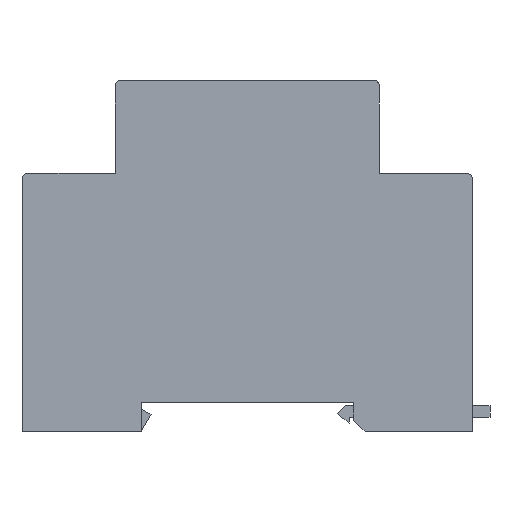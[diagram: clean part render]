
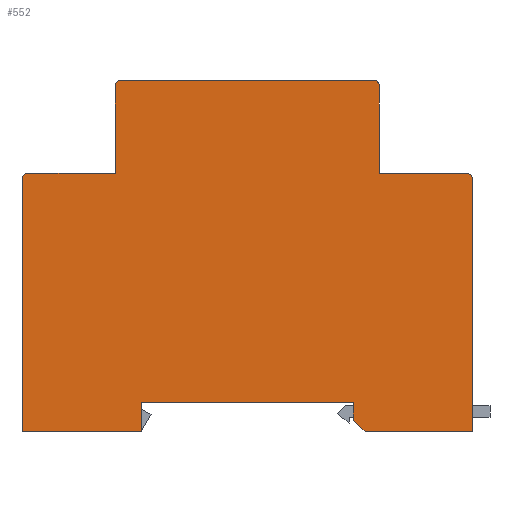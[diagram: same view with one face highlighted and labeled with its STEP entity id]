
A CAD part, left-side view. The second image highlights one B-rep face of the part: STEP entity #552.
In plain terms, the highlighted planar face has unit normal (-1, 0, 0).
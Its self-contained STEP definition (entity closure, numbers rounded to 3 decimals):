
#428=AXIS2_PLACEMENT_3D('Plane Axis2P3D',#425,#426,#427) ;
#462=AXIS2_PLACEMENT_3D('Circle Axis2P3D',#460,#461,$) ;
#483=AXIS2_PLACEMENT_3D('Circle Axis2P3D',#481,#482,$) ;
#497=AXIS2_PLACEMENT_3D('Circle Axis2P3D',#495,#496,$) ;
#518=AXIS2_PLACEMENT_3D('Circle Axis2P3D',#516,#517,$) ;
#183=CARTESIAN_POINT('Vertex',(0.,59.5,0.)) ;
#186=CARTESIAN_POINT('Line Origine',(0.,69.65,0.)) ;
#190=CARTESIAN_POINT('Vertex',(0.,79.8,0.)) ;
#226=CARTESIAN_POINT('Vertex',(0.,59.5,5.)) ;
#229=CARTESIAN_POINT('Line Origine',(0.,59.5,2.5)) ;
#425=CARTESIAN_POINT('Axis2P3D Location',(0.,79.8,0.)) ;
#430=CARTESIAN_POINT('Line Origine',(0.,23.3,3.5)) ;
#434=CARTESIAN_POINT('Vertex',(0.,23.3,5.)) ;
#436=CARTESIAN_POINT('Vertex',(0.,23.3,2.)) ;
#439=CARTESIAN_POINT('Line Origine',(0.,22.3,1.)) ;
#443=CARTESIAN_POINT('Vertex',(0.,21.3,0.)) ;
#446=CARTESIAN_POINT('Line Origine',(0.,12.15,0.)) ;
#450=CARTESIAN_POINT('Vertex',(0.,3.,0.)) ;
#453=CARTESIAN_POINT('Line Origine',(0.,3.,21.55)) ;
#457=CARTESIAN_POINT('Vertex',(0.,3.,43.1)) ;
#460=CARTESIAN_POINT('Axis2P3D Location',(0.,4.,43.1)) ;
#464=CARTESIAN_POINT('Vertex',(0.,4.,44.1)) ;
#467=CARTESIAN_POINT('Line Origine',(0.,11.45,44.1)) ;
#471=CARTESIAN_POINT('Vertex',(0.,18.9,44.1)) ;
#474=CARTESIAN_POINT('Line Origine',(0.,18.9,51.55)) ;
#478=CARTESIAN_POINT('Vertex',(0.,18.9,59.)) ;
#481=CARTESIAN_POINT('Axis2P3D Location',(0.,19.9,59.)) ;
#485=CARTESIAN_POINT('Vertex',(0.,19.9,60.)) ;
#488=CARTESIAN_POINT('Line Origine',(0.,41.4,60.)) ;
#492=CARTESIAN_POINT('Vertex',(0.,62.9,60.)) ;
#495=CARTESIAN_POINT('Axis2P3D Location',(0.,62.9,59.)) ;
#499=CARTESIAN_POINT('Vertex',(0.,63.9,59.)) ;
#502=CARTESIAN_POINT('Line Origine',(0.,63.9,51.55)) ;
#506=CARTESIAN_POINT('Vertex',(0.,63.9,44.1)) ;
#509=CARTESIAN_POINT('Line Origine',(0.,71.35,44.1)) ;
#513=CARTESIAN_POINT('Vertex',(0.,78.8,44.1)) ;
#516=CARTESIAN_POINT('Axis2P3D Location',(0.,78.8,43.1)) ;
#520=CARTESIAN_POINT('Vertex',(0.,79.8,43.1)) ;
#523=CARTESIAN_POINT('Line Origine',(0.,79.8,21.55)) ;
#528=CARTESIAN_POINT('Line Origine',(0.,41.4,5.)) ;
#187=DIRECTION('Vector Direction',(0.,1.,0.)) ;
#230=DIRECTION('Vector Direction',(0.,0.,-1.)) ;
#426=DIRECTION('Axis2P3D Direction',(-1.,0.,0.)) ;
#427=DIRECTION('Axis2P3D XDirection',(0.,-1.,0.)) ;
#431=DIRECTION('Vector Direction',(0.,0.,1.)) ;
#440=DIRECTION('Vector Direction',(0.,0.707,0.707)) ;
#447=DIRECTION('Vector Direction',(0.,1.,0.)) ;
#454=DIRECTION('Vector Direction',(0.,0.,1.)) ;
#461=DIRECTION('Axis2P3D Direction',(-1.,0.,0.)) ;
#468=DIRECTION('Vector Direction',(0.,1.,0.)) ;
#475=DIRECTION('Vector Direction',(0.,0.,1.)) ;
#482=DIRECTION('Axis2P3D Direction',(-1.,0.,0.)) ;
#489=DIRECTION('Vector Direction',(0.,1.,0.)) ;
#496=DIRECTION('Axis2P3D Direction',(-1.,0.,0.)) ;
#503=DIRECTION('Vector Direction',(0.,0.,-1.)) ;
#510=DIRECTION('Vector Direction',(0.,1.,0.)) ;
#517=DIRECTION('Axis2P3D Direction',(-1.,0.,0.)) ;
#524=DIRECTION('Vector Direction',(0.,0.,-1.)) ;
#529=DIRECTION('Vector Direction',(0.,1.,0.)) ;
#188=VECTOR('Line Direction',#187,1.) ;
#231=VECTOR('Line Direction',#230,1.) ;
#432=VECTOR('Line Direction',#431,1.) ;
#441=VECTOR('Line Direction',#440,1.) ;
#448=VECTOR('Line Direction',#447,1.) ;
#455=VECTOR('Line Direction',#454,1.) ;
#469=VECTOR('Line Direction',#468,1.) ;
#476=VECTOR('Line Direction',#475,1.) ;
#490=VECTOR('Line Direction',#489,1.) ;
#504=VECTOR('Line Direction',#503,1.) ;
#511=VECTOR('Line Direction',#510,1.) ;
#525=VECTOR('Line Direction',#524,1.) ;
#530=VECTOR('Line Direction',#529,1.) ;
#534=ORIENTED_EDGE('',*,*,#438,.T.) ;
#535=ORIENTED_EDGE('',*,*,#445,.T.) ;
#536=ORIENTED_EDGE('',*,*,#452,.T.) ;
#537=ORIENTED_EDGE('',*,*,#459,.T.) ;
#538=ORIENTED_EDGE('',*,*,#466,.T.) ;
#539=ORIENTED_EDGE('',*,*,#473,.T.) ;
#540=ORIENTED_EDGE('',*,*,#480,.T.) ;
#541=ORIENTED_EDGE('',*,*,#487,.T.) ;
#542=ORIENTED_EDGE('',*,*,#494,.T.) ;
#543=ORIENTED_EDGE('',*,*,#501,.T.) ;
#544=ORIENTED_EDGE('',*,*,#508,.T.) ;
#545=ORIENTED_EDGE('',*,*,#515,.T.) ;
#546=ORIENTED_EDGE('',*,*,#522,.T.) ;
#547=ORIENTED_EDGE('',*,*,#527,.T.) ;
#548=ORIENTED_EDGE('',*,*,#192,.T.) ;
#549=ORIENTED_EDGE('',*,*,#233,.T.) ;
#550=ORIENTED_EDGE('',*,*,#532,.T.) ;
#552=ADVANCED_FACE('GEHAEUSE',(#551),#429,.T.) ;
#463=CIRCLE('generated circle',#462,1.) ;
#484=CIRCLE('generated circle',#483,1.) ;
#498=CIRCLE('generated circle',#497,1.) ;
#519=CIRCLE('generated circle',#518,1.) ;
#192=EDGE_CURVE('',#191,#184,#189,.F.) ;
#233=EDGE_CURVE('',#184,#227,#232,.F.) ;
#438=EDGE_CURVE('',#435,#437,#433,.F.) ;
#445=EDGE_CURVE('',#437,#444,#442,.F.) ;
#452=EDGE_CURVE('',#444,#451,#449,.F.) ;
#459=EDGE_CURVE('',#451,#458,#456,.T.) ;
#466=EDGE_CURVE('',#458,#465,#463,.T.) ;
#473=EDGE_CURVE('',#465,#472,#470,.T.) ;
#480=EDGE_CURVE('',#472,#479,#477,.T.) ;
#487=EDGE_CURVE('',#479,#486,#484,.T.) ;
#494=EDGE_CURVE('',#486,#493,#491,.T.) ;
#501=EDGE_CURVE('',#493,#500,#498,.T.) ;
#508=EDGE_CURVE('',#500,#507,#505,.T.) ;
#515=EDGE_CURVE('',#507,#514,#512,.T.) ;
#522=EDGE_CURVE('',#514,#521,#519,.T.) ;
#527=EDGE_CURVE('',#521,#191,#526,.T.) ;
#532=EDGE_CURVE('',#227,#435,#531,.F.) ;
#533=EDGE_LOOP('',(#534,#535,#536,#537,#538,#539,#540,#541,#542,#543,#544,#545,#546,#547,#548,#549,#550)) ;
#551=FACE_OUTER_BOUND('',#533,.T.) ;
#189=LINE('Line',#186,#188) ;
#232=LINE('Line',#229,#231) ;
#433=LINE('Line',#430,#432) ;
#442=LINE('Line',#439,#441) ;
#449=LINE('Line',#446,#448) ;
#456=LINE('Line',#453,#455) ;
#470=LINE('Line',#467,#469) ;
#477=LINE('Line',#474,#476) ;
#491=LINE('Line',#488,#490) ;
#505=LINE('Line',#502,#504) ;
#512=LINE('Line',#509,#511) ;
#526=LINE('Line',#523,#525) ;
#531=LINE('Line',#528,#530) ;
#429=PLANE('',#428) ;
#184=VERTEX_POINT('',#183) ;
#191=VERTEX_POINT('',#190) ;
#227=VERTEX_POINT('',#226) ;
#435=VERTEX_POINT('',#434) ;
#437=VERTEX_POINT('',#436) ;
#444=VERTEX_POINT('',#443) ;
#451=VERTEX_POINT('',#450) ;
#458=VERTEX_POINT('',#457) ;
#465=VERTEX_POINT('',#464) ;
#472=VERTEX_POINT('',#471) ;
#479=VERTEX_POINT('',#478) ;
#486=VERTEX_POINT('',#485) ;
#493=VERTEX_POINT('',#492) ;
#500=VERTEX_POINT('',#499) ;
#507=VERTEX_POINT('',#506) ;
#514=VERTEX_POINT('',#513) ;
#521=VERTEX_POINT('',#520) ;
